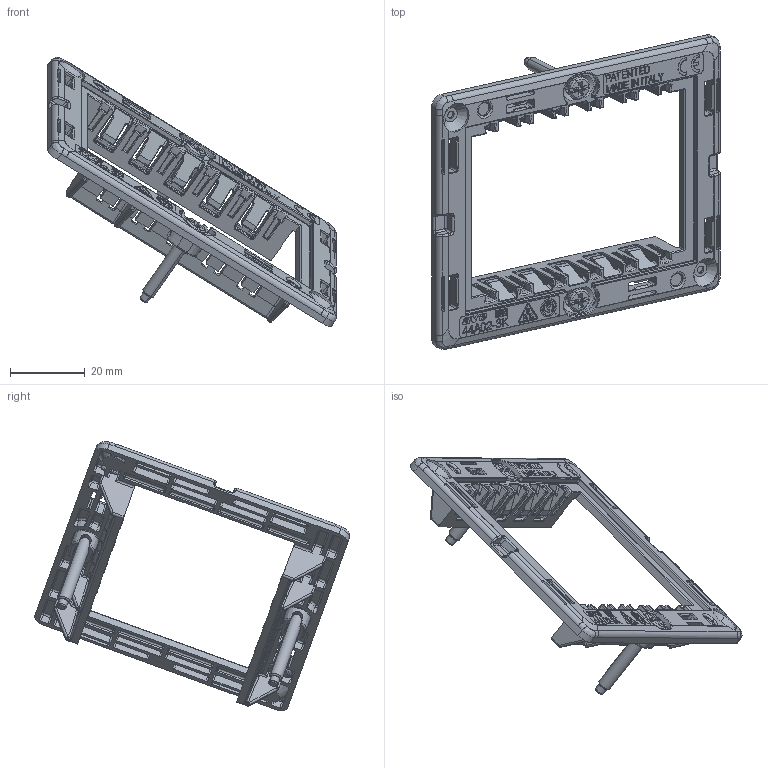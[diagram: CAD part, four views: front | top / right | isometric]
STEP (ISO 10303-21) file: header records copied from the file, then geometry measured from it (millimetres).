
FILE_DESCRIPTION(('CATIA V5 STEP Exchange'),'2;1');
FILE_NAME('44A02-3K.stp','2025-03-05T12:34:11+00:00',('none'),('none'),'CATIA Version 5-6 Release 2016 SP6','CATIA V5 STEP AP203','none');
FILE_SCHEMA(('CONFIG_CONTROL_DESIGN'));
Products named in the file (1): STP
Assembly tree (3 placements, depth 2):
  STP
    #57
    #102888  x2
Bounding box: 77.21 x 84.24 x 72.07 mm (x, y, z)
Volume: 10687.3 mm3; surface area: 16355.5 mm2
Topology: 3 solids, 3 shells, 3076 faces, 8008 edges, 4762 vertices
Faces by surface type: plane 1433, cylinder 1003, bspline 246, sphere 216, cone 96, torus 60, extrusion 22
Entity records: 104277 total; most frequent: CARTESIAN_POINT 39968, ORIENTED_EDGE 15312, DIRECTION 9656, EDGE_CURVE 7656, VERTEX_POINT 4682, VECTOR 4204, LINE 4182, AXIS2_PLACEMENT_3D 3258
